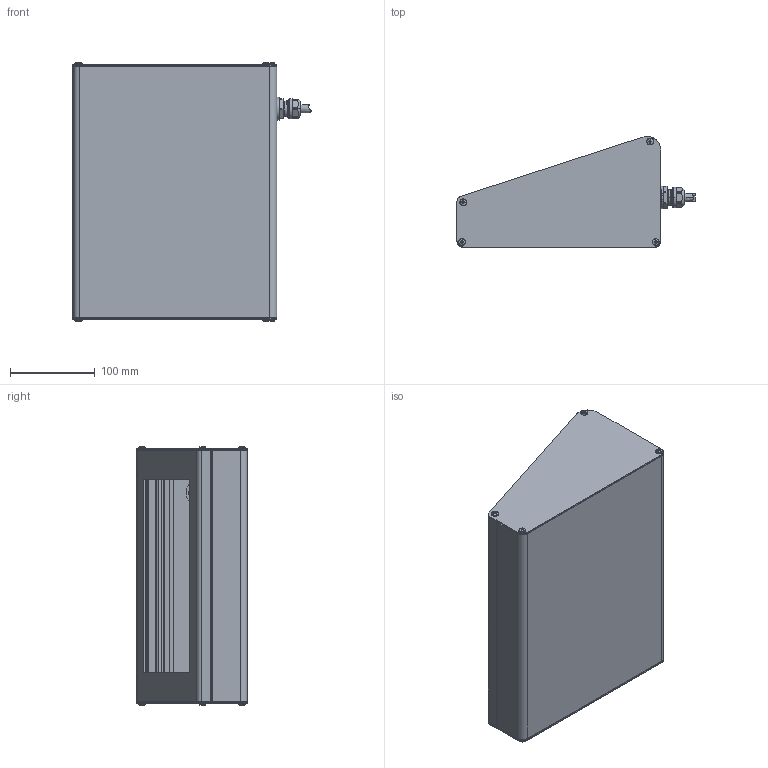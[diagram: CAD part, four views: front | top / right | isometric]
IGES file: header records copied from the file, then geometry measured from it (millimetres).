
Start section: SolidWorks IGES file using analytic representation for surfaces
Bounding box: 280.36 x 130.29 x 304.96 mm (x, y, z)
Surface area: 457795.4 mm2 (no closed solid volume)
Topology: 0 solids, 0 shells, 864 faces, 9130 edges, 9130 vertices
Faces by surface type: bspline 498, revolution 366
